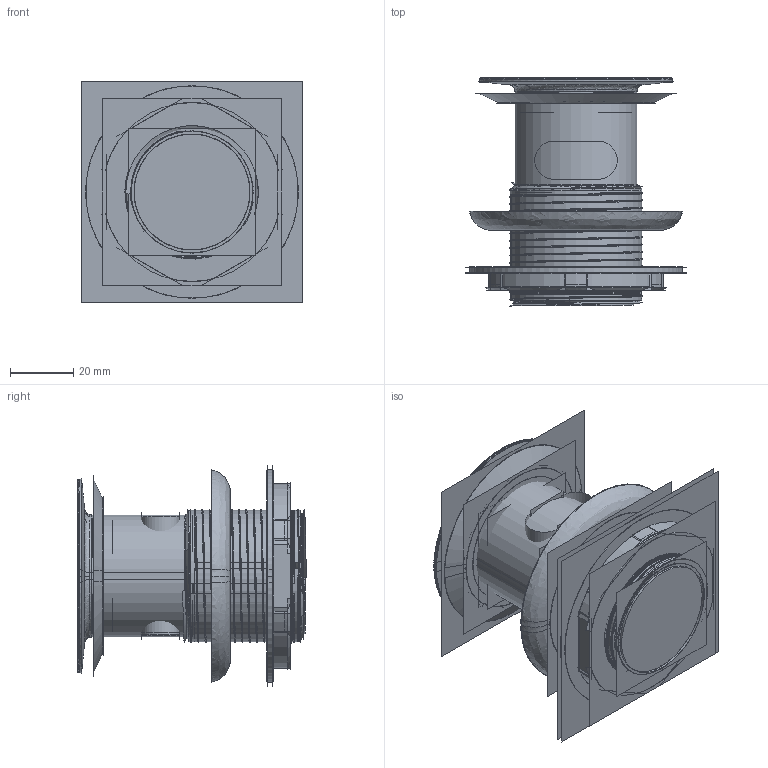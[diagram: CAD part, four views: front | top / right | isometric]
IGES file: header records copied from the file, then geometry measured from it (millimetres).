
Start section:  PTC IGES file: asm0002_asm.igs
Global section: file name: asm0002_asm.igs; native system: Creo Elements/Pro by Parametric Technology Corporation; preprocessor: 2011080; author: Administrator; organization: Unknown; date: 20140911.151204; units: millimetre
Bounding box: 69.68 x 72.03 x 69.68 mm (x, y, z)
Surface area: 225411.8 mm2 (no closed solid volume)
Topology: 0 solids, 0 shells, 290 faces, 4017 edges, 5300 vertices
Faces by surface type: revolution 206, bspline 84
